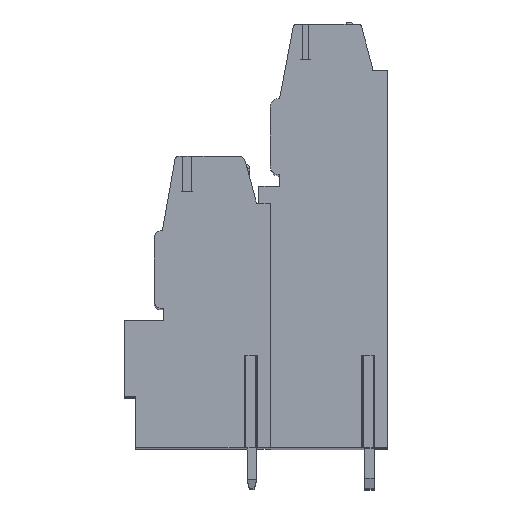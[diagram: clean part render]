
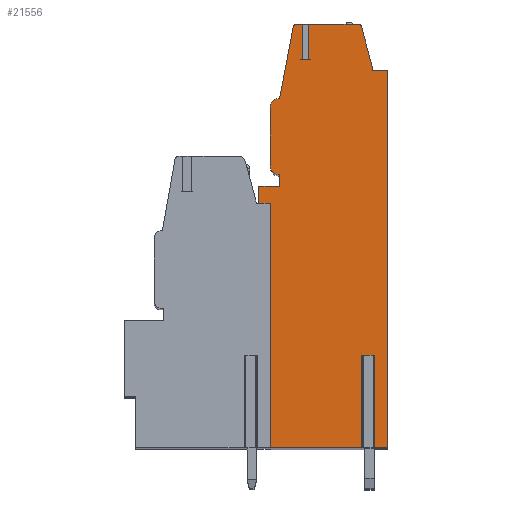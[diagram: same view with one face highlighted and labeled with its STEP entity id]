
A CAD part, top view. The second image highlights one B-rep face of the part: STEP entity #21556.
In plain terms, the highlighted planar face has unit normal (0, 0, 1).
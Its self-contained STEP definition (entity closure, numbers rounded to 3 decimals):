
#13=DIRECTION('',(0.,1.,0.));
#14=VECTOR('',#13,14.45);
#15=CARTESIAN_POINT('',(1.,-19.1,73.66));
#16=LINE('',#15,#14);
#17=DIRECTION('',(0.,-1.,0.));
#18=VECTOR('',#17,1.45);
#19=CARTESIAN_POINT('',(0.,3.5,73.66));
#20=LINE('',#19,#18);
#21=DIRECTION('',(-1.,0.,0.));
#22=VECTOR('',#21,1.8);
#23=CARTESIAN_POINT('',(1.8,3.5,73.66));
#24=LINE('',#23,#22);
#25=DIRECTION('',(0.,-1.,0.));
#26=VECTOR('',#25,1.);
#27=CARTESIAN_POINT('',(1.8,4.5,73.66));
#28=LINE('',#27,#26);
#29=CARTESIAN_POINT('',(1.8,5.3,73.66));
#30=DIRECTION('',(0.,0.,1.));
#31=DIRECTION('',(-1.,0.,0.));
#32=AXIS2_PLACEMENT_3D('',#29,#30,#31);
#34=DIRECTION('',(0.,-1.,0.));
#35=VECTOR('',#34,5.);
#36=CARTESIAN_POINT('',(1.,10.3,73.66));
#37=LINE('',#36,#35);
#38=CARTESIAN_POINT('',(1.8,10.3,73.66));
#39=DIRECTION('',(0.,0.,1.));
#40=DIRECTION('',(0.,1.,0.));
#41=AXIS2_PLACEMENT_3D('',#38,#39,#40);
#43=DIRECTION('',(-0.186,-0.983,0.));
#44=VECTOR('',#43,6.265);
#45=CARTESIAN_POINT('',(2.964,17.256,73.66));
#46=LINE('',#45,#44);
#47=CARTESIAN_POINT('',(3.259,17.2,73.66));
#48=DIRECTION('',(0.,0.,1.));
#49=DIRECTION('',(0.,1.,0.));
#50=AXIS2_PLACEMENT_3D('',#47,#48,#49);
#52=DIRECTION('',(-1.,0.,0.));
#53=VECTOR('',#52,0.551);
#54=CARTESIAN_POINT('',(3.81,17.5,73.66));
#55=LINE('',#54,#53);
#56=DIRECTION('',(0.,-1.,0.));
#57=VECTOR('',#56,3.05);
#58=CARTESIAN_POINT('',(3.81,17.5,73.66));
#59=LINE('',#58,#57);
#60=DIRECTION('',(1.,0.,0.));
#61=VECTOR('',#60,0.5);
#62=CARTESIAN_POINT('',(3.81,14.45,73.66));
#63=LINE('',#62,#61);
#64=DIRECTION('',(0.,-1.,0.));
#65=VECTOR('',#64,3.05);
#66=CARTESIAN_POINT('',(4.31,17.5,73.66));
#67=LINE('',#66,#65);
#68=DIRECTION('',(-1.,0.,0.));
#69=VECTOR('',#68,4.27);
#70=CARTESIAN_POINT('',(8.58,17.5,73.66));
#71=LINE('',#70,#69);
#72=CARTESIAN_POINT('',(8.58,17.2,73.66));
#73=DIRECTION('',(0.,0.,1.));
#74=DIRECTION('',(0.965,0.261,0.));
#75=AXIS2_PLACEMENT_3D('',#72,#73,#74);
#77=DIRECTION('',(-0.261,0.965,0.));
#78=VECTOR('',#77,3.539);
#79=CARTESIAN_POINT('',(9.792,13.861,73.66));
#80=LINE('',#79,#78);
#81=DIRECTION('',(-0.035,0.999,0.));
#82=VECTOR('',#81,0.361);
#83=CARTESIAN_POINT('',(9.805,13.5,73.66));
#84=LINE('',#83,#82);
#85=DIRECTION('',(-1.,0.,0.));
#86=VECTOR('',#85,1.355);
#87=CARTESIAN_POINT('',(11.16,13.5,73.66));
#88=LINE('',#87,#86);
#89=DIRECTION('',(0.,1.,0.));
#90=VECTOR('',#89,32.6);
#91=CARTESIAN_POINT('',(11.16,-19.1,73.66));
#92=LINE('',#91,#90);
#93=DIRECTION('',(1.,0.,0.));
#94=VECTOR('',#93,1.39);
#95=CARTESIAN_POINT('',(9.77,-19.1,73.66));
#96=LINE('',#95,#94);
#97=DIRECTION('',(0.,1.,0.));
#98=VECTOR('',#97,8.);
#99=CARTESIAN_POINT('',(9.77,-19.1,73.66));
#100=LINE('',#99,#98);
#101=DIRECTION('',(-1.,0.,0.));
#102=VECTOR('',#101,0.62);
#103=CARTESIAN_POINT('',(9.77,-11.1,73.66));
#104=LINE('',#103,#102);
#105=DIRECTION('',(0.,1.,0.));
#106=VECTOR('',#105,8.);
#107=CARTESIAN_POINT('',(9.15,-19.1,73.66));
#108=LINE('',#107,#106);
#109=DIRECTION('',(1.,0.,0.));
#110=VECTOR('',#109,8.15);
#111=CARTESIAN_POINT('',(1.,-19.1,73.66));
#112=LINE('',#111,#110);
#133=DIRECTION('',(-1.,0.,0.));
#134=VECTOR('',#133,1.195);
#135=CARTESIAN_POINT('',(1.,-4.65,73.66));
#136=LINE('',#135,#134);
#141=DIRECTION('',(-1.,0.,0.));
#142=VECTOR('',#141,0.195);
#143=CARTESIAN_POINT('',(0.,2.05,73.66));
#144=LINE('',#143,#142);
#751=DIRECTION('',(0.,-1.,0.));
#752=VECTOR('',#751,6.7);
#753=CARTESIAN_POINT('',(-0.195,2.05,73.66));
#754=LINE('',#753,#752);
#16916=CARTESIAN_POINT('',(11.16,-19.1,73.66));
#16917=CARTESIAN_POINT('',(11.16,13.5,73.66));
#16918=VERTEX_POINT('',#16916);
#16919=VERTEX_POINT('',#16917);
#16920=CARTESIAN_POINT('',(9.805,13.5,73.66));
#16921=VERTEX_POINT('',#16920);
#16922=CARTESIAN_POINT('',(9.792,13.861,73.66));
#16923=VERTEX_POINT('',#16922);
#16924=CARTESIAN_POINT('',(8.87,17.278,73.66));
#16925=VERTEX_POINT('',#16924);
#16926=CARTESIAN_POINT('',(8.58,17.5,73.66));
#16927=VERTEX_POINT('',#16926);
#16928=CARTESIAN_POINT('',(3.259,17.5,73.66));
#16929=CARTESIAN_POINT('',(2.964,17.256,73.66));
#16930=VERTEX_POINT('',#16928);
#16931=VERTEX_POINT('',#16929);
#16932=CARTESIAN_POINT('',(1.8,11.1,73.66));
#16933=VERTEX_POINT('',#16932);
#16934=CARTESIAN_POINT('',(1.,10.3,73.66));
#16935=VERTEX_POINT('',#16934);
#16936=CARTESIAN_POINT('',(1.,5.3,73.66));
#16937=VERTEX_POINT('',#16936);
#16938=CARTESIAN_POINT('',(1.8,4.5,73.66));
#16939=VERTEX_POINT('',#16938);
#16940=CARTESIAN_POINT('',(1.8,3.5,73.66));
#16941=VERTEX_POINT('',#16940);
#16942=CARTESIAN_POINT('',(0.,3.5,73.66));
#16943=VERTEX_POINT('',#16942);
#17048=CARTESIAN_POINT('',(1.,-19.1,73.66));
#17049=VERTEX_POINT('',#17048);
#17074=CARTESIAN_POINT('',(9.77,-11.1,73.66));
#17075=CARTESIAN_POINT('',(9.15,-11.1,73.66));
#17076=VERTEX_POINT('',#17074);
#17077=VERTEX_POINT('',#17075);
#17078=CARTESIAN_POINT('',(9.77,-19.1,73.66));
#17079=VERTEX_POINT('',#17078);
#17080=CARTESIAN_POINT('',(9.15,-19.1,73.66));
#17081=VERTEX_POINT('',#17080);
#17118=CARTESIAN_POINT('',(3.81,14.45,73.66));
#17119=CARTESIAN_POINT('',(4.31,14.45,73.66));
#17120=VERTEX_POINT('',#17118);
#17121=VERTEX_POINT('',#17119);
#17122=CARTESIAN_POINT('',(4.31,17.5,73.66));
#17123=VERTEX_POINT('',#17122);
#17124=CARTESIAN_POINT('',(3.81,17.5,73.66));
#17125=VERTEX_POINT('',#17124);
#17510=CARTESIAN_POINT('',(-0.195,-4.65,73.66));
#17512=VERTEX_POINT('',#17510);
#17514=CARTESIAN_POINT('',(0.,2.05,73.66));
#17515=CARTESIAN_POINT('',(-0.195,2.05,73.66));
#17516=VERTEX_POINT('',#17514);
#17517=VERTEX_POINT('',#17515);
#17522=CARTESIAN_POINT('',(1.,-4.65,73.66));
#17524=VERTEX_POINT('',#17522);
#21495=CARTESIAN_POINT('',(0.,0.,73.66));
#21496=DIRECTION('',(0.,0.,1.));
#21497=DIRECTION('',(1.,0.,0.));
#21498=AXIS2_PLACEMENT_3D('',#21495,#21496,#21497);
#21499=PLANE('',#21498);
#21501=ORIENTED_EDGE('',*,*,#21500,.T.);
#21503=ORIENTED_EDGE('',*,*,#21502,.T.);
#21505=ORIENTED_EDGE('',*,*,#21504,.F.);
#21507=ORIENTED_EDGE('',*,*,#21506,.F.);
#21509=ORIENTED_EDGE('',*,*,#21508,.F.);
#21511=ORIENTED_EDGE('',*,*,#21510,.F.);
#21513=ORIENTED_EDGE('',*,*,#21512,.F.);
#21515=ORIENTED_EDGE('',*,*,#21514,.F.);
#21517=ORIENTED_EDGE('',*,*,#21516,.F.);
#21519=ORIENTED_EDGE('',*,*,#21518,.F.);
#21521=ORIENTED_EDGE('',*,*,#21520,.F.);
#21523=ORIENTED_EDGE('',*,*,#21522,.F.);
#21525=ORIENTED_EDGE('',*,*,#21524,.F.);
#21527=ORIENTED_EDGE('',*,*,#21526,.T.);
#21529=ORIENTED_EDGE('',*,*,#21528,.T.);
#21531=ORIENTED_EDGE('',*,*,#21530,.F.);
#21533=ORIENTED_EDGE('',*,*,#21532,.F.);
#21535=ORIENTED_EDGE('',*,*,#21534,.F.);
#21537=ORIENTED_EDGE('',*,*,#21536,.F.);
#21539=ORIENTED_EDGE('',*,*,#21538,.F.);
#21541=ORIENTED_EDGE('',*,*,#21540,.F.);
#21543=ORIENTED_EDGE('',*,*,#21542,.F.);
#21545=ORIENTED_EDGE('',*,*,#21544,.F.);
#21547=ORIENTED_EDGE('',*,*,#21546,.T.);
#21549=ORIENTED_EDGE('',*,*,#21548,.T.);
#21551=ORIENTED_EDGE('',*,*,#21550,.F.);
#21553=ORIENTED_EDGE('',*,*,#21552,.F.);
#21554=EDGE_LOOP('',(#21501,#21503,#21505,#21507,#21509,#21511,#21513,#21515,
#21517,#21519,#21521,#21523,#21525,#21527,#21529,#21531,#21533,#21535,#21537,
#21539,#21541,#21543,#21545,#21547,#21549,#21551,#21553));
#21555=FACE_OUTER_BOUND('',#21554,.F.);
#33=CIRCLE('',#32,0.8);
#42=CIRCLE('',#41,0.8);
#51=CIRCLE('',#50,0.3);
#76=CIRCLE('',#75,0.3);
#21500=EDGE_CURVE('',#17049,#17524,#16,.T.);
#21502=EDGE_CURVE('',#17524,#17512,#136,.T.);
#21504=EDGE_CURVE('',#17517,#17512,#754,.T.);
#21506=EDGE_CURVE('',#17516,#17517,#144,.T.);
#21508=EDGE_CURVE('',#16943,#17516,#20,.T.);
#21510=EDGE_CURVE('',#16941,#16943,#24,.T.);
#21512=EDGE_CURVE('',#16939,#16941,#28,.T.);
#21514=EDGE_CURVE('',#16937,#16939,#33,.T.);
#21516=EDGE_CURVE('',#16935,#16937,#37,.T.);
#21518=EDGE_CURVE('',#16933,#16935,#42,.T.);
#21520=EDGE_CURVE('',#16931,#16933,#46,.T.);
#21522=EDGE_CURVE('',#16930,#16931,#51,.T.);
#21524=EDGE_CURVE('',#17125,#16930,#55,.T.);
#21526=EDGE_CURVE('',#17125,#17120,#59,.T.);
#21528=EDGE_CURVE('',#17120,#17121,#63,.T.);
#21530=EDGE_CURVE('',#17123,#17121,#67,.T.);
#21532=EDGE_CURVE('',#16927,#17123,#71,.T.);
#21534=EDGE_CURVE('',#16925,#16927,#76,.T.);
#21536=EDGE_CURVE('',#16923,#16925,#80,.T.);
#21538=EDGE_CURVE('',#16921,#16923,#84,.T.);
#21540=EDGE_CURVE('',#16919,#16921,#88,.T.);
#21542=EDGE_CURVE('',#16918,#16919,#92,.T.);
#21544=EDGE_CURVE('',#17079,#16918,#96,.T.);
#21546=EDGE_CURVE('',#17079,#17076,#100,.T.);
#21548=EDGE_CURVE('',#17076,#17077,#104,.T.);
#21550=EDGE_CURVE('',#17081,#17077,#108,.T.);
#21552=EDGE_CURVE('',#17049,#17081,#112,.T.);
#21556=ADVANCED_FACE('',(#21555),#21499,.T.);
